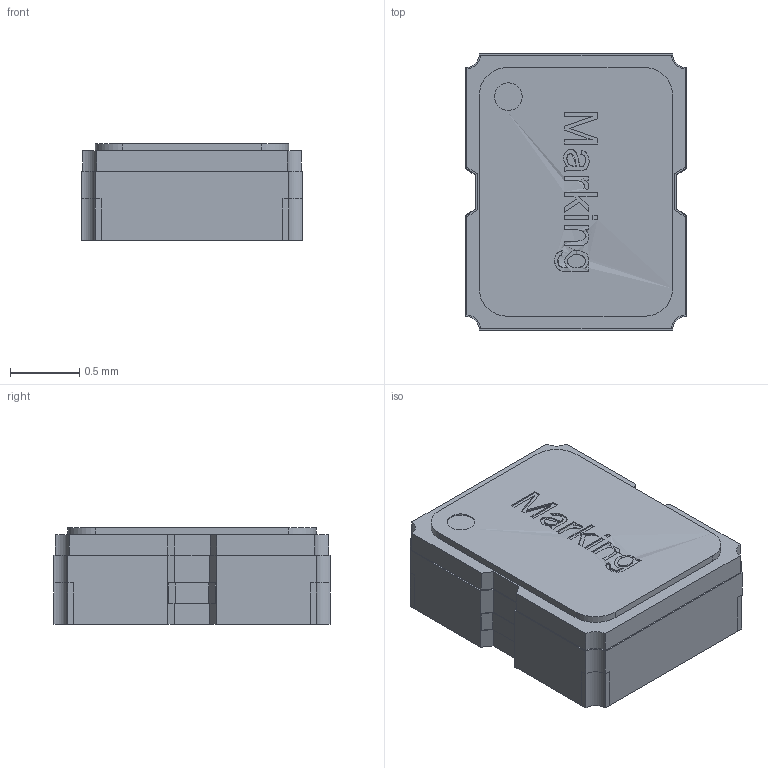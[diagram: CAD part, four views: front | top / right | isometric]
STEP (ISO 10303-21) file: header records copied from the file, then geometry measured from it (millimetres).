
FILE_DESCRIPTION(/* description */ ('Unknown'),/* implementation_level */ '2;1');
FILE_NAME(/* name */ 'Y_Wurth_WE-SPXO-IQXO-542',/* time_stamp */ '2025-09-03T17:19:47+08:00',/* author */ ('Unknown'),/* organization */ ('Unknown'),/* preprocessor_version */ 'ST-DEVELOPER v19.4',/* originating_system */ 'Solid Edge',/* authorisation */ 'Unknown');
FILE_SCHEMA (('AUTOMOTIVE_DESIGN {1 0 10303 214 3 1 1}'));
Length unit declared in the file: millimetre
Products named in the file (2): Y_Wurth_WE-SPXO-IQXO-542
Assembly tree (1 placements, depth 2):
  Y_Wurth_WE-SPXO-IQXO-542
    Y_Wurth_WE-SPXO-IQXO-542
Bounding box: 1.6 x 2 x 0.7 mm (x, y, z)
Volume: 2.1 mm3; surface area: 25 mm2
Topology: 8 solids, 8 shells, 209 faces, 547 edges, 366 vertices
Faces by surface type: plane 182, cylinder 18, bspline 9
Full cylindrical faces by diameter (mm): 0.2 x1
Entity records: 7231 total; most frequent: CARTESIAN_POINT 1563, ORIENTED_EDGE 1090, DIRECTION 854, EDGE_CURVE 545, LINE 382, VECTOR 382, VERTEX_POINT 366, AXIS2_PLACEMENT_3D 236
